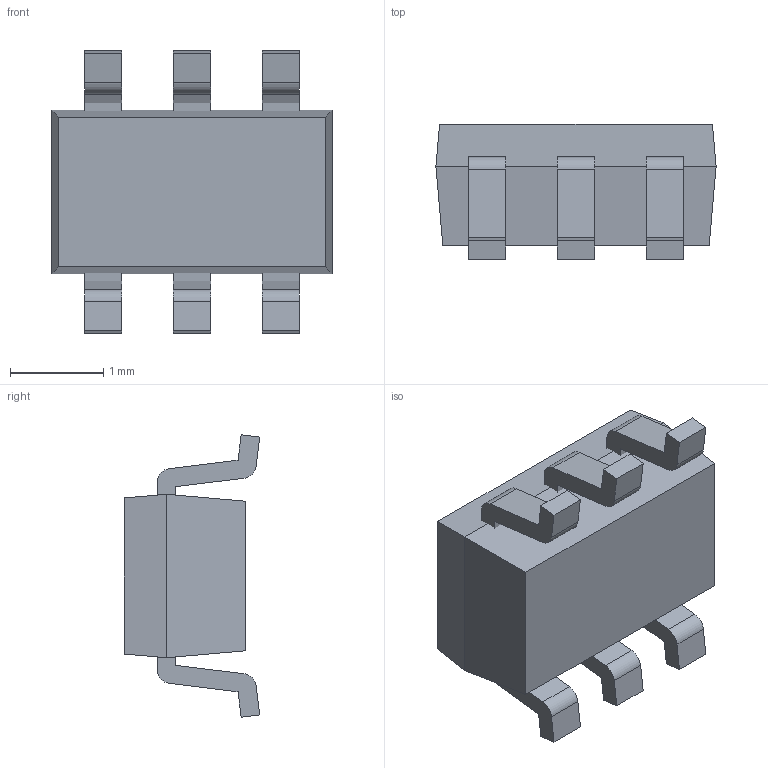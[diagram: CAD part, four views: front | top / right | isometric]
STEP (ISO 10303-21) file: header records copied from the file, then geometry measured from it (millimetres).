
FILE_DESCRIPTION (( 'STEP AP214' ), '1' );
FILE_NAME ('MAX9109EUT+T.STEP', '2024-06-28T02:53:59', ( '' ), ( '' ), 'SwSTEP 2.0', 'SolidWorks 2021', '' );
FILE_SCHEMA (( 'AUTOMOTIVE_DESIGN' ));
Length unit declared in the file: millimetre
Products named in the file (1): MAX9109EUT+T
Bounding box: 3 x 1.45 x 3.02 mm (x, y, z)
Volume: 7.5 mm3; surface area: 38 mm2
Topology: 4 solids, 4 shells, 64 faces, 164 edges, 108 vertices
Faces by surface type: plane 52, cylinder 12
Entity records: 2091 total; most frequent: CARTESIAN_POINT 337, ORIENTED_EDGE 328, DIRECTION 318, EDGE_CURVE 164, LINE 140, VECTOR 140, VERTEX_POINT 108, AXIS2_PLACEMENT_3D 89
